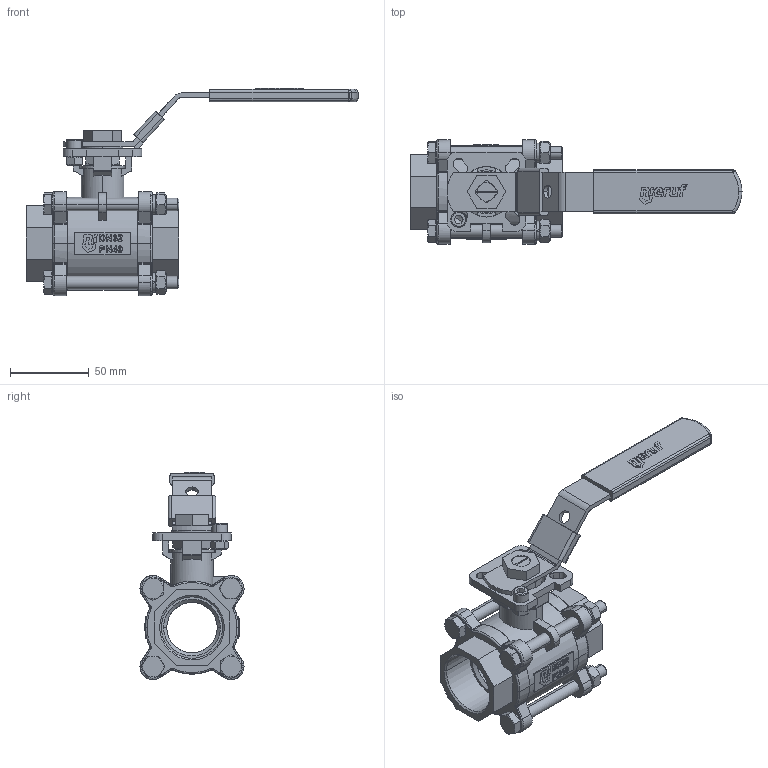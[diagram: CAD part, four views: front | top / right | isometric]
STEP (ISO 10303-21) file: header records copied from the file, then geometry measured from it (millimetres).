
FILE_DESCRIPTION(('HOOPS Exchange Step'),'2;1');
FILE_NAME('GK2000_GK2002_DN32.stp','2025-09-25T15:19:50+02:00',('nieru'),('Unknown organisation'),'HOOPS Exchange 2024.2','HOOPS Exchange','Unknown authorisation');
FILE_SCHEMA( ('AP203_CONFIGURATION_CONTROLLED_3D_DESIGN_OF_MECHANICAL_PARTS_AND_ASSEMBLIES_MIM_LF') );
Length unit declared in the file: millimetre
Products named in the file (2): 0; root
Assembly tree (1 placements, depth 2):
  root
    0
Bounding box: 210.5 x 66 x 131.4 mm (x, y, z)
Volume: 236277.6 mm3; surface area: 99594.1 mm2
Topology: 25 solids, 25 shells, 1260 faces, 3330 edges, 2153 vertices
Faces by surface type: plane 538, bspline 314, cylinder 240, cone 100, torus 60, sphere 8
Entity records: 82813 total; most frequent: CARTESIAN_POINT 54886, ORIENTED_EDGE 6656, DIRECTION 4140, EDGE_CURVE 3328, VERTEX_POINT 2153, VECTOR 1734, LINE 1734, EDGE_LOOP 1359
